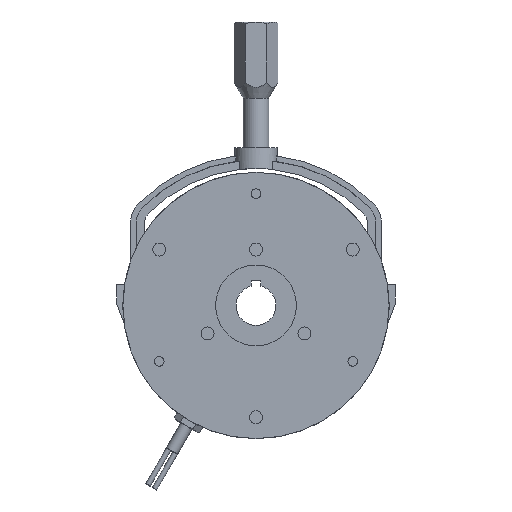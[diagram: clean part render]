
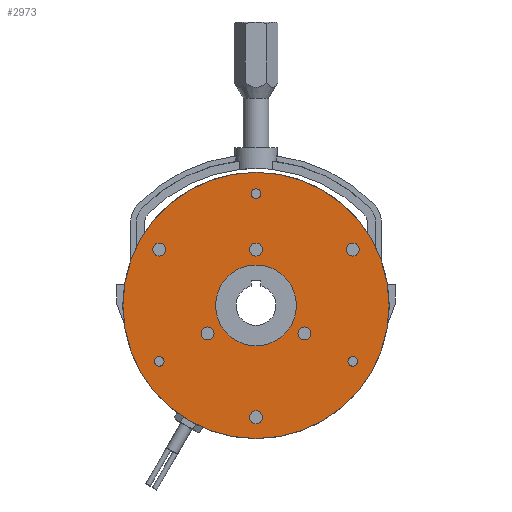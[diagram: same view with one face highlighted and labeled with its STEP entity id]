
A CAD part, left-side view. The second image highlights one B-rep face of the part: STEP entity #2973.
In plain terms, the highlighted planar face has unit normal (-1, 0, 0).
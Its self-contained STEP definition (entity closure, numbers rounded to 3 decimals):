
#1829=CARTESIAN_POINT('POINT539',(0.,0.,
   -20.25));
#1830=VERTEX_POINT('VERTEX539',#1829);
#1837=CARTESIAN_POINT('POINT540',(0.,
   0.,20.25));
#1838=VERTEX_POINT('VERTEX540',#1837);
#1839=CARTESIAN_POINT('POS830',(0.,0.,0.));
#1840=DIRECTION('DIR1212',(1.,0.,0.));
#1841=DIRECTION('DIR1213',(0.,0.,-1.));
#1842=AXIS2_PLACEMENT_3D('AXIS383',#1839,#1840,#1841);
#1843=CIRCLE('ELLIPSE141',#1842,20.25);
#1844=EDGE_CURVE('EDGE838',#1838,#1830,#1843,.T.);
#1873=EDGE_CURVE('EDGE842',#1830,#1838,#1843,.T.);
#1878=CARTESIAN_POINT('POINT542',(0.,
   -46.872,30.815));
#1879=VERTEX_POINT('VERTEX542',#1878);
#1886=CARTESIAN_POINT('POINT543',(0.,
   -50.122,25.185));
#1887=VERTEX_POINT('VERTEX543',#1886);
#1888=CARTESIAN_POINT('POS835',(0.,-48.497,28.
   ));
#1889=DIRECTION('DIR1220',(1.,0.,
   0.));
#1890=DIRECTION('DIR1221',(0.,0.5,
   0.866));
#1891=AXIS2_PLACEMENT_3D('AXIS386',#1888,#1889,#1890);
#1892=CIRCLE('ELLIPSE143',#1891,3.25);
#1893=EDGE_CURVE('EDGE844',#1887,#1879,#1892,.T.);
#1913=EDGE_CURVE('EDGE846',#1879,#1887,#1892,.T.);
#1918=CARTESIAN_POINT('POINT544',(0.,
   -3.25,-56.));
#1919=VERTEX_POINT('VERTEX544',#1918);
#1926=CARTESIAN_POINT('POINT545',(0.,
   3.25,-56.));
#1927=VERTEX_POINT('VERTEX545',#1926);
#1928=CARTESIAN_POINT('POS839',(0.,
   0.,-56.));
#1929=DIRECTION('DIR1226',(1.,0.,
   0.));
#1930=DIRECTION('DIR1227',(0.,-1.,0.));
#1931=AXIS2_PLACEMENT_3D('AXIS388',#1928,#1929,#1930);
#1932=CIRCLE('ELLIPSE144',#1931,3.25);
#1933=EDGE_CURVE('EDGE848',#1927,#1919,#1932,.T.);
#1953=EDGE_CURVE('EDGE850',#1919,#1927,#1932,.T.);
#1958=CARTESIAN_POINT('POINT546',(0.,
   50.122,25.185));
#1959=VERTEX_POINT('VERTEX546',#1958);
#1966=CARTESIAN_POINT('POINT547',(0.,
   46.872,30.815));
#1967=VERTEX_POINT('VERTEX547',#1966);
#1968=CARTESIAN_POINT('POS843',(0.,
   48.497,28.));
#1969=DIRECTION('DIR1232',(1.,0.,
   0.));
#1970=DIRECTION('DIR1233',(0.,0.5,
   -0.866));
#1971=AXIS2_PLACEMENT_3D('AXIS390',#1968,#1969,#1970);
#1972=CIRCLE('ELLIPSE145',#1971,3.25);
#1973=EDGE_CURVE('EDGE852',#1967,#1959,#1972,.T.);
#1993=EDGE_CURVE('EDGE854',#1959,#1967,#1972,.T.);
#1998=CARTESIAN_POINT('POINT548',(0.,
   -25.874,-11.185));
#1999=VERTEX_POINT('VERTEX548',#1998);
#2006=CARTESIAN_POINT('POINT549',(0.,
   -22.624,-16.815));
#2007=VERTEX_POINT('VERTEX549',#2006);
#2008=CARTESIAN_POINT('POS847',(0.,-24.249,
   -14.));
#2009=DIRECTION('DIR1238',(1.,0.,
   0.));
#2010=DIRECTION('DIR1239',(0.,-0.5,
   0.866));
#2011=AXIS2_PLACEMENT_3D('AXIS392',#2008,#2009,#2010);
#2012=CIRCLE('ELLIPSE146',#2011,3.25);
#2013=EDGE_CURVE('EDGE856',#2007,#1999,#2012,.T.);
#2033=EDGE_CURVE('EDGE858',#1999,#2007,#2012,.T.);
#2038=CARTESIAN_POINT('POINT550',(0.,
   22.624,-16.815));
#2039=VERTEX_POINT('VERTEX550',#2038);
#2046=CARTESIAN_POINT('POINT551',(0.,
   25.874,-11.185));
#2047=VERTEX_POINT('VERTEX551',#2046);
#2048=CARTESIAN_POINT('POS851',(0.,
   24.249,-14.));
#2049=DIRECTION('DIR1244',(1.,0.,
   0.));
#2050=DIRECTION('DIR1245',(0.,-0.5
   ,-0.866));
#2051=AXIS2_PLACEMENT_3D('AXIS394',#2048,#2049,#2050);
#2052=CIRCLE('ELLIPSE147',#2051,3.25);
#2053=EDGE_CURVE('EDGE860',#2047,#2039,#2052,.T.);
#2073=EDGE_CURVE('EDGE862',#2039,#2047,#2052,.T.);
#2078=CARTESIAN_POINT('POINT552',(0.,
   3.25,28.));
#2079=VERTEX_POINT('VERTEX552',#2078);
#2086=CARTESIAN_POINT('POINT553',(0.,
   -3.25,28.));
#2087=VERTEX_POINT('VERTEX553',#2086);
#2088=CARTESIAN_POINT('POS855',(0.,
   0.,28.));
#2089=DIRECTION('DIR1250',(1.,0.,
   0.));
#2090=DIRECTION('DIR1251',(0.,1.,0.));
#2091=AXIS2_PLACEMENT_3D('AXIS396',#2088,#2089,#2090);
#2092=CIRCLE('ELLIPSE148',#2091,3.25);
#2093=EDGE_CURVE('EDGE864',#2087,#2079,#2092,.T.);
#2113=EDGE_CURVE('EDGE866',#2079,#2087,#2092,.T.);
#2118=CARTESIAN_POINT('POINT554',(0.,0.,
   53.581));
#2119=VERTEX_POINT('VERTEX554',#2118);
#2126=CARTESIAN_POINT('POINT555',(0.,
   0.,58.419));
#2127=VERTEX_POINT('VERTEX555',#2126);
#2128=CARTESIAN_POINT('POS859',(0.,0.,56.
   ));
#2129=DIRECTION('DIR1256',(1.,0.,0.));
#2130=DIRECTION('DIR1257',(0.,0.,-1.));
#2131=AXIS2_PLACEMENT_3D('AXIS398',#2128,#2129,#2130);
#2132=CIRCLE('ELLIPSE149',#2131,2.419);
#2133=EDGE_CURVE('EDGE868',#2127,#2119,#2132,.T.);
#2153=EDGE_CURVE('EDGE870',#2119,#2127,#2132,.T.);
#2158=CARTESIAN_POINT('POINT556',(0.,
   -46.402,-26.79));
#2159=VERTEX_POINT('VERTEX556',#2158);
#2166=CARTESIAN_POINT('POINT557',(0.,
   -50.593,-29.21));
#2167=VERTEX_POINT('VERTEX557',#2166);
#2168=CARTESIAN_POINT('POS863',(0.,
   -48.497,-28.));
#2169=DIRECTION('DIR1262',(1.,0.,
   0.));
#2170=DIRECTION('DIR1263',(0.,0.866,
   0.5));
#2171=AXIS2_PLACEMENT_3D('AXIS400',#2168,#2169,#2170);
#2172=CIRCLE('ELLIPSE150',#2171,2.419);
#2173=EDGE_CURVE('EDGE872',#2167,#2159,#2172,.T.);
#2193=EDGE_CURVE('EDGE874',#2159,#2167,#2172,.T.);
#2198=CARTESIAN_POINT('POINT558',(0.,
   46.402,-26.79));
#2199=VERTEX_POINT('VERTEX558',#2198);
#2206=CARTESIAN_POINT('POINT559',(0.,
   50.593,-29.21));
#2207=VERTEX_POINT('VERTEX559',#2206);
#2208=CARTESIAN_POINT('POS867',(0.,
   48.497,-28.));
#2209=DIRECTION('DIR1268',(1.,0.,
   0.));
#2210=DIRECTION('DIR1269',(0.,-0.866,
   0.5));
#2211=AXIS2_PLACEMENT_3D('AXIS402',#2208,#2209,#2210);
#2212=CIRCLE('ELLIPSE151',#2211,2.419);
#2213=EDGE_CURVE('EDGE876',#2207,#2199,#2212,.T.);
#2233=EDGE_CURVE('EDGE878',#2199,#2207,#2212,.T.);
#2913=ORIENTED_EDGE('COEDGE1817',*,*,#2233,.T.);
#2914=ORIENTED_EDGE('COEDGE1818',*,*,#2213,.T.);
#2915=EDGE_LOOP('NONE',(#2913,#2914));
#2916=FACE_BOUND('LOOP1',#2915,.T.);
#2917=ORIENTED_EDGE('COEDGE1819',*,*,#2193,.T.);
#2918=ORIENTED_EDGE('COEDGE1820',*,*,#2173,.T.);
#2919=EDGE_LOOP('NONE',(#2917,#2918));
#2920=FACE_BOUND('LOOP1',#2919,.T.);
#2921=ORIENTED_EDGE('COEDGE1821',*,*,#2153,.T.);
#2922=ORIENTED_EDGE('COEDGE1822',*,*,#2133,.T.);
#2923=EDGE_LOOP('NONE',(#2921,#2922));
#2924=FACE_BOUND('LOOP1',#2923,.T.);
#2925=ORIENTED_EDGE('COEDGE1823',*,*,#2113,.T.);
#2926=ORIENTED_EDGE('COEDGE1824',*,*,#2093,.T.);
#2927=EDGE_LOOP('NONE',(#2925,#2926));
#2928=FACE_BOUND('LOOP1',#2927,.T.);
#2929=ORIENTED_EDGE('COEDGE1825',*,*,#2073,.T.);
#2930=ORIENTED_EDGE('COEDGE1826',*,*,#2053,.T.);
#2931=EDGE_LOOP('NONE',(#2929,#2930));
#2932=FACE_BOUND('LOOP1',#2931,.T.);
#2933=ORIENTED_EDGE('COEDGE1827',*,*,#2033,.T.);
#2934=ORIENTED_EDGE('COEDGE1828',*,*,#2013,.T.);
#2935=EDGE_LOOP('NONE',(#2933,#2934));
#2936=FACE_BOUND('LOOP1',#2935,.T.);
#2937=ORIENTED_EDGE('COEDGE1829',*,*,#1993,.T.);
#2938=ORIENTED_EDGE('COEDGE1830',*,*,#1973,.T.);
#2939=EDGE_LOOP('NONE',(#2937,#2938));
#2940=FACE_BOUND('LOOP1',#2939,.T.);
#2941=ORIENTED_EDGE('COEDGE1831',*,*,#1953,.T.);
#2942=ORIENTED_EDGE('COEDGE1832',*,*,#1933,.T.);
#2943=EDGE_LOOP('NONE',(#2941,#2942));
#2944=FACE_BOUND('LOOP1',#2943,.T.);
#2945=ORIENTED_EDGE('COEDGE1833',*,*,#1913,.T.);
#2946=ORIENTED_EDGE('COEDGE1834',*,*,#1893,.T.);
#2947=EDGE_LOOP('NONE',(#2945,#2946));
#2948=FACE_BOUND('LOOP1',#2947,.T.);
#2949=ORIENTED_EDGE('COEDGE1835',*,*,#1873,.T.);
#2950=ORIENTED_EDGE('COEDGE1836',*,*,#1844,.T.);
#2951=EDGE_LOOP('NONE',(#2949,#2950));
#2952=FACE_BOUND('LOOP1',#2951,.T.);
#2953=CARTESIAN_POINT('POINT604',(0.,0.,
   -66.675));
#2954=VERTEX_POINT('VERTEX604',#2953);
#2955=CARTESIAN_POINT('POINT605',(0.,
   0.,66.675));
#2956=VERTEX_POINT('VERTEX605',#2955);
#2957=CARTESIAN_POINT('POS931',(0.,0.,0.));
#2958=DIRECTION('DIR1376',(-1.,0.,0.));
#2959=DIRECTION('DIR1377',(0.,0.,-1.));
#2960=AXIS2_PLACEMENT_3D('AXIS446',#2957,#2958,#2959);
#2961=CIRCLE('ELLIPSE181',#2960,66.675);
#2962=EDGE_CURVE('EDGE944',#2954,#2956,#2961,.T.);
#2963=ORIENTED_EDGE('COEDGE1837',*,*,#2962,.T.);
#2964=EDGE_CURVE('EDGE945',#2956,#2954,#2961,.T.);
#2965=ORIENTED_EDGE('COEDGE1838',*,*,#2964,.T.);
#2966=EDGE_LOOP('NONE',(#2963,#2965));
#2967=FACE_BOUND('LOOP1',#2966,.T.);
#2968=CARTESIAN_POINT('POS932',(0.,0.,0.));
#2969=DIRECTION('DIR1378',(-1.,0.,0.));
#2970=DIRECTION('DIR1379',(0.,1.,0.));
#2971=AXIS2_PLACEMENT_3D('AXIS447',#2968,#2969,#2970);
#2972=PLANE('PLANE185',#2971);
#2973=ADVANCED_FACE('FACE388',(#2916,#2920,#2924,#2928,#2932,#2936,#2940
   ,#2944,#2948,#2952,#2967),#2972,.T.);
